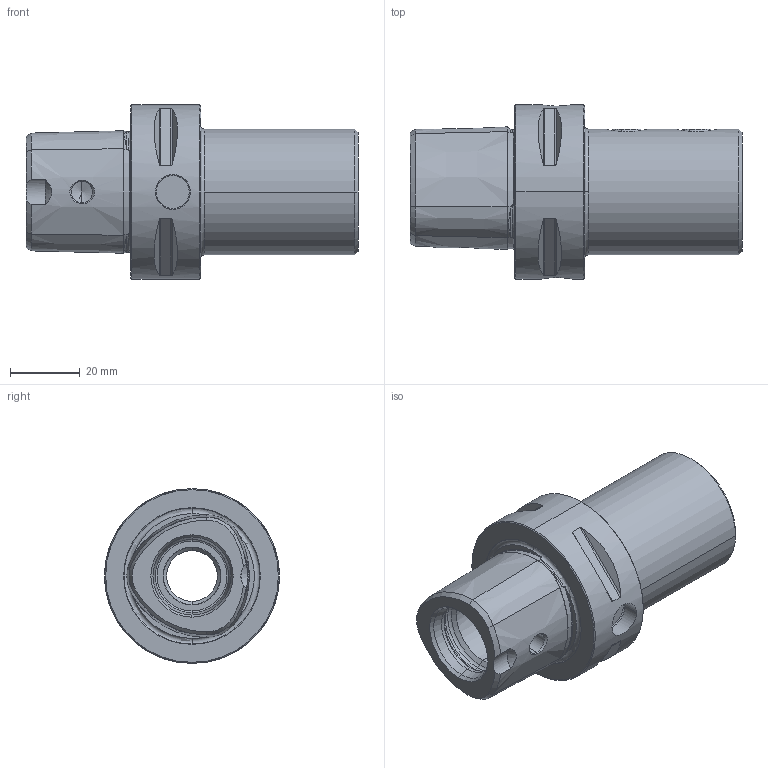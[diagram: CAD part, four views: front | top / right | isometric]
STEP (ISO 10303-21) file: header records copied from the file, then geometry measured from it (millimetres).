
FILE_DESCRIPTION (( 'STEP AP214' ), '1' );
FILE_NAME ('PS5.K16.K01.065.STEP', '2025-02-12T13:11:22', ( '' ), ( '' ), 'SwSTEP 2.0', 'SolidWorks 2022', '' );
FILE_SCHEMA (( 'AUTOMOTIVE_DESIGN' ));
Length unit declared in the file: millimetre
Products named in the file (3): K16-ER1.010.010_A_PreviewCfg; PS5-K16.K01.065_A; PS5.K16.K01.065
Assembly tree (3 placements, depth 2):
  PS5.K16.K01.065
    PS5-K16.K01.065_A
    K16-ER1.010.010_A_PreviewCfg  x2
Bounding box: 95 x 50 x 50 mm (x, y, z)
Volume: 88351.5 mm3; surface area: 21699.3 mm2
Topology: 3 solids, 3 shells, 208 faces, 485 edges, 282 vertices
Faces by surface type: cone 73, plane 50, cylinder 47, torus 38
Entity records: 6142 total; most frequent: CARTESIAN_POINT 1915, DIRECTION 880, ORIENTED_EDGE 826, EDGE_CURVE 413, AXIS2_PLACEMENT_3D 371, VERTEX_POINT 246, EDGE_LOOP 197, CIRCLE 185
